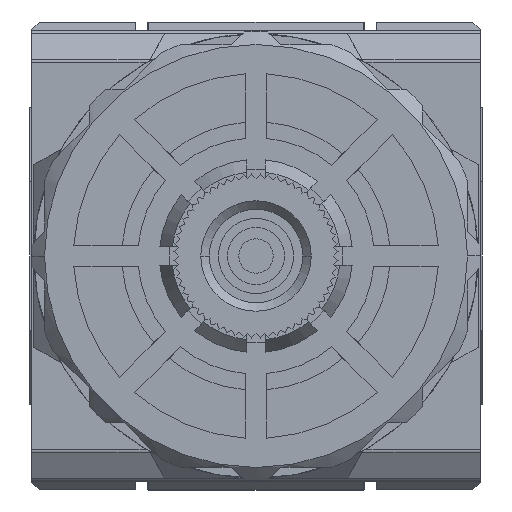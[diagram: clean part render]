
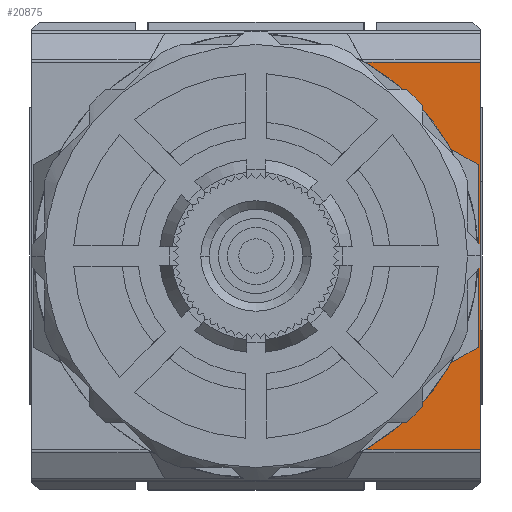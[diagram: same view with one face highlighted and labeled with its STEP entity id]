
A CAD part, front view. The second image highlights one B-rep face of the part: STEP entity #20875.
In plain terms, the highlighted planar face has unit normal (0, -1, 0).
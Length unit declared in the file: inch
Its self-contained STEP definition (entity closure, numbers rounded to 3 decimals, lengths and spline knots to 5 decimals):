
#2427 = CARTESIAN_POINT ( 'NONE',  ( 0.82283, -1.00787, -0.71021 ) ) ;
#3211 = DIRECTION ( 'NONE',  ( 0., 0., 1. ) ) ;
#3878 = CARTESIAN_POINT ( 'NONE',  ( 0.82283, -1.00787, 0.71021 ) ) ;
#5104 = VERTEX_POINT ( 'NONE', #35444 ) ;
#5263 = CARTESIAN_POINT ( 'NONE',  ( 0.82283, -1.00787, 0.71021 ) ) ;
#6130 = DIRECTION ( 'NONE',  ( 0., 0., 1. ) ) ;
#8090 = EDGE_CURVE ( 'NONE', #20948, #33647, #68337, .T. ) ;
#9848 = CARTESIAN_POINT ( 'NONE',  ( 0., -1.00787, 0. ) ) ;
#10557 = ORIENTED_EDGE ( 'NONE', *, *, #26903, .F. ) ;
#10764 = VECTOR ( 'NONE', #33611, 39.37008 ) ;
#12046 = DIRECTION ( 'NONE',  ( 0., 0., 1. ) ) ;
#12155 = DIRECTION ( 'NONE',  ( 1., 0., 0. ) ) ;
#12940 = LINE ( 'NONE', #2427, #10764 ) ;
#14411 = FACE_OUTER_BOUND ( 'NONE', #25716, .T. ) ;
#16254 = ORIENTED_EDGE ( 'NONE', *, *, #56092, .F. ) ;
#16635 = CARTESIAN_POINT ( 'NONE',  ( 0.81496, -1.00787, 0.33465 ) ) ;
#18024 = LINE ( 'NONE', #16635, #59138 ) ;
#20875 = ADVANCED_FACE ( 'NONE', ( #14411 ), #46612, .F. ) ;
#20948 = VERTEX_POINT ( 'NONE', #5263 ) ;
#25716 = EDGE_LOOP ( 'NONE', ( #64095, #49046, #10557, #34367, #45602, #30107, #16254, #37752 ) ) ;
#25939 = CARTESIAN_POINT ( 'NONE',  ( 0.82283, -1.00787, 0.71021 ) ) ;
#26652 = DIRECTION ( 'NONE',  ( 0., -1., 0. ) ) ;
#26903 = EDGE_CURVE ( 'NONE', #5104, #20948, #54171, .T. ) ;
#27819 = CARTESIAN_POINT ( 'NONE',  ( 0., -1.00787, 0. ) ) ;
#29617 = CIRCLE ( 'NONE', #57539, 0.81496 ) ;
#30107 = ORIENTED_EDGE ( 'NONE', *, *, #41293, .F. ) ;
#30117 = CARTESIAN_POINT ( 'NONE',  ( 0.81496, -1.00787, 0.33465 ) ) ;
#30836 = VERTEX_POINT ( 'NONE', #30117 ) ;
#32765 = LINE ( 'NONE', #44670, #34706 ) ;
#32876 = CARTESIAN_POINT ( 'NONE',  ( 0.71397, -1.00787, -0.39296 ) ) ;
#33611 = DIRECTION ( 'NONE',  ( -1., 0., 0. ) ) ;
#33647 = VERTEX_POINT ( 'NONE', #41903 ) ;
#34160 = EDGE_CURVE ( 'NONE', #65628, #5104, #29617, .T. ) ;
#34367 = ORIENTED_EDGE ( 'NONE', *, *, #34160, .F. ) ;
#34706 = VECTOR ( 'NONE', #6130, 39.37008 ) ;
#35444 = CARTESIAN_POINT ( 'NONE',  ( 0.39971, -1.00787, 0.71021 ) ) ;
#36115 = DIRECTION ( 'NONE',  ( 0., 0., 1. ) ) ;
#37752 = ORIENTED_EDGE ( 'NONE', *, *, #43185, .F. ) ;
#40325 = EDGE_CURVE ( 'NONE', #30836, #65628, #18024, .T. ) ;
#41293 = EDGE_CURVE ( 'NONE', #63730, #30836, #32765, .T. ) ;
#41874 = LINE ( 'NONE', #58695, #66291 ) ;
#41903 = CARTESIAN_POINT ( 'NONE',  ( 0.82283, -1.00787, -0.71021 ) ) ;
#42019 = DIRECTION ( 'NONE',  ( 0., 0., -1. ) ) ;
#42169 = VERTEX_POINT ( 'NONE', #56040 ) ;
#43185 = EDGE_CURVE ( 'NONE', #42169, #61979, #68394, .T. ) ;
#43578 = CARTESIAN_POINT ( 'NONE',  ( 0.81496, -1.00787, -0.33465 ) ) ;
#43951 = DIRECTION ( 'NONE',  ( -0.866, 0., 0.5 ) ) ;
#44262 = DIRECTION ( 'NONE',  ( 0., -1., 0. ) ) ;
#44670 = CARTESIAN_POINT ( 'NONE',  ( 0.81496, -1.00787, 0.71021 ) ) ;
#45602 = ORIENTED_EDGE ( 'NONE', *, *, #40325, .F. ) ;
#46183 = VECTOR ( 'NONE', #42019, 39.37008 ) ;
#46228 = EDGE_CURVE ( 'NONE', #33647, #42169, #12940, .T. ) ;
#46612 = PLANE ( 'NONE',  #61181 ) ;
#48921 = CARTESIAN_POINT ( 'NONE',  ( 0.82283, -1.00787, 0.71021 ) ) ;
#49046 = ORIENTED_EDGE ( 'NONE', *, *, #8090, .F. ) ;
#50502 = AXIS2_PLACEMENT_3D ( 'NONE', #9848, #26652, #36115 ) ;
#54171 = LINE ( 'NONE', #48921, #60057 ) ;
#56040 = CARTESIAN_POINT ( 'NONE',  ( 0.39971, -1.00787, -0.71021 ) ) ;
#56092 = EDGE_CURVE ( 'NONE', #61979, #63730, #41874, .T. ) ;
#57539 = AXIS2_PLACEMENT_3D ( 'NONE', #27819, #44262, #12046 ) ;
#58695 = CARTESIAN_POINT ( 'NONE',  ( 0.71397, -1.00787, -0.39296 ) ) ;
#59138 = VECTOR ( 'NONE', #43951, 39.37008 ) ;
#60057 = VECTOR ( 'NONE', #12155, 39.37008 ) ;
#60538 = CARTESIAN_POINT ( 'NONE',  ( 0.71397, -1.00787, 0.39296 ) ) ;
#61181 = AXIS2_PLACEMENT_3D ( 'NONE', #3878, #67992, #3211 ) ;
#61979 = VERTEX_POINT ( 'NONE', #32876 ) ;
#63730 = VERTEX_POINT ( 'NONE', #43578 ) ;
#64095 = ORIENTED_EDGE ( 'NONE', *, *, #46228, .F. ) ;
#65628 = VERTEX_POINT ( 'NONE', #60538 ) ;
#66291 = VECTOR ( 'NONE', #68191, 39.37008 ) ;
#67992 = DIRECTION ( 'NONE',  ( 0., 1., 0. ) ) ;
#68191 = DIRECTION ( 'NONE',  ( 0.866, 0., 0.5 ) ) ;
#68337 = LINE ( 'NONE', #25939, #46183 ) ;
#68394 = CIRCLE ( 'NONE', #50502, 0.81496 ) ;
